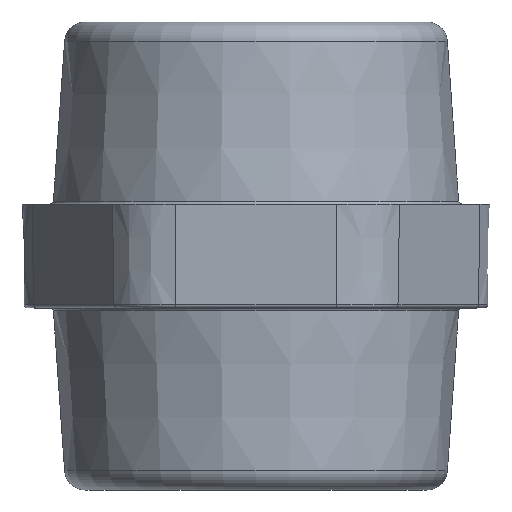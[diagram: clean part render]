
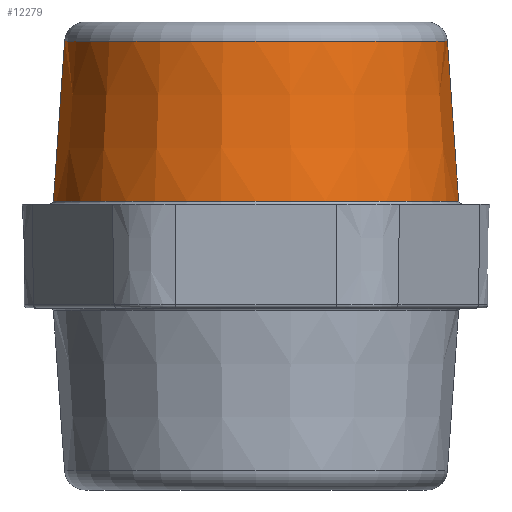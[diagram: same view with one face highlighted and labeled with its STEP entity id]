
A CAD part, front view. The second image highlights one B-rep face of the part: STEP entity #12279.
In plain terms, the highlighted conical face has half-angle 4 degrees and reference radius 18.943 mm.
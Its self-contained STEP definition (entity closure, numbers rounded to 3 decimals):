
#1582 = DIRECTION ( 'NONE',  ( 0., 0., -1. ) ) ;
#2072 = EDGE_CURVE ( 'NONE', #30570, #42226, #19716, .T. ) ;
#3105 = DIRECTION ( 'NONE',  ( 0., 0., -1. ) ) ;
#4457 = ORIENTED_EDGE ( 'NONE', *, *, #34683, .T. ) ;
#4652 = AXIS2_PLACEMENT_3D ( 'NONE', #20900, #1582, #16131 ) ;
#5661 = DIRECTION ( 'NONE',  ( -1., 0., 0. ) ) ;
#6722 = EDGE_CURVE ( 'NONE', #42226, #15870, #33342, .T. ) ;
#8736 = CARTESIAN_POINT ( 'NONE',  ( 19.48, 0., 10.279 ) ) ;
#8935 = DIRECTION ( 'NONE',  ( 0., 0., 1. ) ) ;
#9710 = LINE ( 'NONE', #8736, #33318 ) ;
#10535 = CARTESIAN_POINT ( 'NONE',  ( -19.48, 0., 10.279 ) ) ;
#10668 = CARTESIAN_POINT ( 'NONE',  ( -19.48, 0., 10.279 ) ) ;
#12279 = ADVANCED_FACE ( 'NONE', ( #23917 ), #26246, .T. ) ;
#13523 = ORIENTED_EDGE ( 'NONE', *, *, #30070, .F. ) ;
#14040 = CARTESIAN_POINT ( 'NONE',  ( -18.406, 0., 25.64 ) ) ;
#14534 = DIRECTION ( 'NONE',  ( 0.07, 0., 0.998 ) ) ;
#15157 = VECTOR ( 'NONE', #14534, 1000. ) ;
#15870 = VERTEX_POINT ( 'NONE', #14040 ) ;
#16131 = DIRECTION ( 'NONE',  ( 1., 0., 0. ) ) ;
#19131 = CARTESIAN_POINT ( 'NONE',  ( 18.406, 0., 25.64 ) ) ;
#19716 = CIRCLE ( 'NONE', #34105, 19.48 ) ;
#20307 = CARTESIAN_POINT ( 'NONE',  ( 19.48, 0., 10.279 ) ) ;
#20900 = CARTESIAN_POINT ( 'NONE',  ( 0., 0., 17.959 ) ) ;
#23917 = FACE_OUTER_BOUND ( 'NONE', #27424, .T. ) ;
#26246 = CONICAL_SURFACE ( 'NONE', #4652, 18.943, 0.07 ) ;
#27424 = EDGE_LOOP ( 'NONE', ( #4457, #13523, #37017, #33679 ) ) ;
#27426 = CIRCLE ( 'NONE', #42661, 18.406 ) ;
#30070 = EDGE_CURVE ( 'NONE', #15870, #40126, #27426, .T. ) ;
#30570 = VERTEX_POINT ( 'NONE', #20307 ) ;
#33318 = VECTOR ( 'NONE', #40273, 1000. ) ;
#33342 = LINE ( 'NONE', #10535, #15157 ) ;
#33679 = ORIENTED_EDGE ( 'NONE', *, *, #2072, .F. ) ;
#34105 = AXIS2_PLACEMENT_3D ( 'NONE', #47734, #3105, #41189 ) ;
#34683 = EDGE_CURVE ( 'NONE', #30570, #40126, #9710, .T. ) ;
#37017 = ORIENTED_EDGE ( 'NONE', *, *, #6722, .F. ) ;
#39500 = CARTESIAN_POINT ( 'NONE',  ( 0., 0., 25.64 ) ) ;
#40126 = VERTEX_POINT ( 'NONE', #19131 ) ;
#40273 = DIRECTION ( 'NONE',  ( -0.07, 0., 0.998 ) ) ;
#41189 = DIRECTION ( 'NONE',  ( 1., 0., 0. ) ) ;
#42226 = VERTEX_POINT ( 'NONE', #10668 ) ;
#42661 = AXIS2_PLACEMENT_3D ( 'NONE', #39500, #8935, #5661 ) ;
#47734 = CARTESIAN_POINT ( 'NONE',  ( 0., 0., 10.279 ) ) ;
